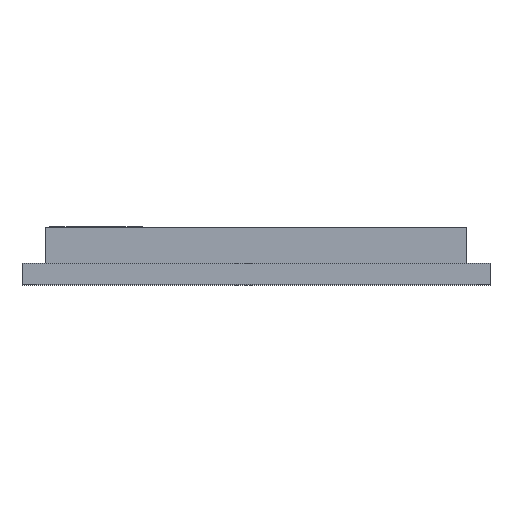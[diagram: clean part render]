
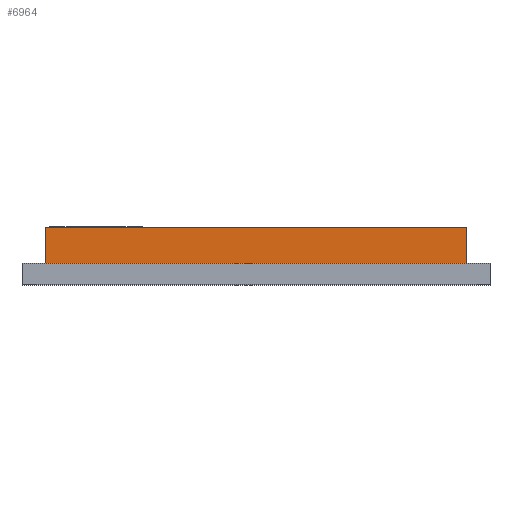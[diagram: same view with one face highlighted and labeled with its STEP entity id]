
A CAD part, top view. The second image highlights one B-rep face of the part: STEP entity #6964.
In plain terms, the highlighted planar face has unit normal (0, 0, 1).
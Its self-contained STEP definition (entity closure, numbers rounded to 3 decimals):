
#482=FACE_OUTER_BOUND('',#874,.T.);
#874=EDGE_LOOP('',(#6082,#6083,#6084,#6085));
#1795=LINE('',#11260,#2633);
#1803=LINE('',#11275,#2641);
#1804=LINE('',#11277,#2642);
#1805=LINE('',#11278,#2643);
#2633=VECTOR('',#9289,10.);
#2641=VECTOR('',#9301,10.);
#2642=VECTOR('',#9304,10.);
#2643=VECTOR('',#9305,10.);
#3281=VERTEX_POINT('',#11256);
#3283=VERTEX_POINT('',#11259);
#3287=VERTEX_POINT('',#11271);
#3288=VERTEX_POINT('',#11273);
#4217=EDGE_CURVE('',#3281,#3283,#1795,.T.);
#4225=EDGE_CURVE('',#3287,#3288,#1803,.T.);
#4226=EDGE_CURVE('',#3287,#3281,#1804,.T.);
#4227=EDGE_CURVE('',#3283,#3288,#1805,.T.);
#6082=ORIENTED_EDGE('',*,*,#4226,.F.);
#6083=ORIENTED_EDGE('',*,*,#4225,.T.);
#6084=ORIENTED_EDGE('',*,*,#4227,.F.);
#6085=ORIENTED_EDGE('',*,*,#4217,.F.);
#6480=PLANE('',#7514);
#6964=ADVANCED_FACE('',(#482),#6480,.T.);
#7514=AXIS2_PLACEMENT_3D('',#11276,#9302,#9303);
#9289=DIRECTION('',(0.,1.,0.));
#9301=DIRECTION('',(0.,1.,0.));
#9302=DIRECTION('center_axis',(0.,0.,1.));
#9303=DIRECTION('ref_axis',(1.,0.,0.));
#9304=DIRECTION('',(-1.,0.,0.));
#9305=DIRECTION('',(1.,0.,0.));
#11256=CARTESIAN_POINT('',(1.251,1.143,-1.));
#11259=CARTESIAN_POINT('',(1.251,3.099,-1.));
#11260=CARTESIAN_POINT('',(1.251,1.143,-1.));
#11271=CARTESIAN_POINT('',(24.149,1.143,-1.));
#11273=CARTESIAN_POINT('',(24.149,3.099,-1.));
#11275=CARTESIAN_POINT('',(24.149,1.143,-1.));
#11276=CARTESIAN_POINT('Origin',(1.251,1.143,-1.));
#11277=CARTESIAN_POINT('',(24.149,1.143,-1.));
#11278=CARTESIAN_POINT('',(24.149,3.099,-1.));
